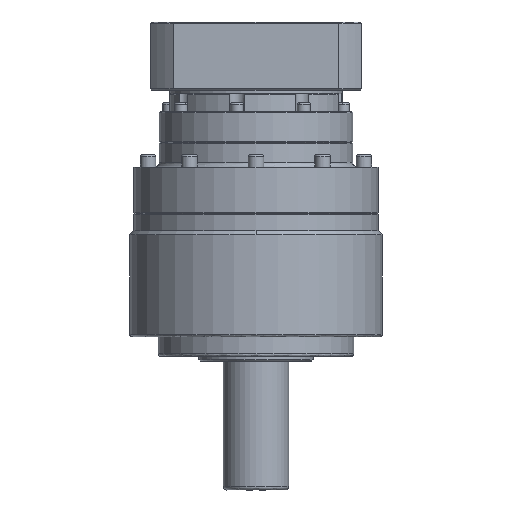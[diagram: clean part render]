
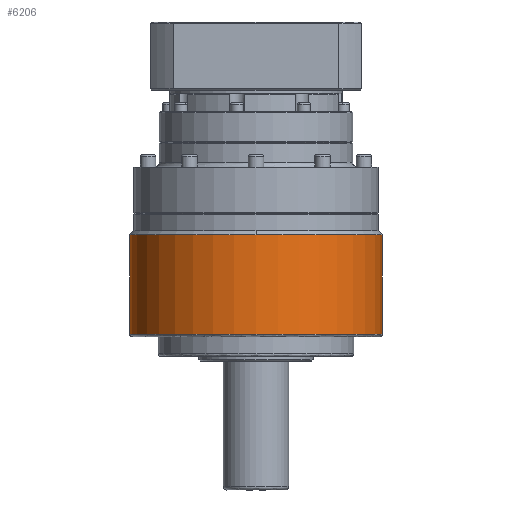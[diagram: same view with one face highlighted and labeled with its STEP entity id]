
A CAD part, front view. The second image highlights one B-rep face of the part: STEP entity #6206.
In plain terms, the highlighted cylindrical face has radius 77.5 mm (diameter 155 mm), a partial arc.
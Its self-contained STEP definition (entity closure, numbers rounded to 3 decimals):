
#489 = CYLINDRICAL_SURFACE ( 'NONE', #27858, 77.5 ) ;
#1304 = VECTOR ( 'NONE', #2690, 1000. ) ;
#2690 = DIRECTION ( 'NONE',  ( 0., 0., 1. ) ) ;
#2776 = CIRCLE ( 'NONE', #28545, 77.5 ) ;
#2890 = DIRECTION ( 'NONE',  ( 0., 0., -1. ) ) ;
#3905 = DIRECTION ( 'NONE',  ( 0., 0., 1. ) ) ;
#5070 = CARTESIAN_POINT ( 'NONE',  ( 77.5, 0., 13.5 ) ) ;
#5076 = CARTESIAN_POINT ( 'NONE',  ( 0., 0., 74.5 ) ) ;
#6206 = ADVANCED_FACE ( 'NONE', ( #14759 ), #489, .T. ) ;
#7347 = LINE ( 'NONE', #27358, #1304 ) ;
#7429 = DIRECTION ( 'NONE',  ( 1., 0., 0. ) ) ;
#7536 = CIRCLE ( 'NONE', #25731, 77.5 ) ;
#7563 = DIRECTION ( 'NONE',  ( 0., 0., 1. ) ) ;
#9057 = ORIENTED_EDGE ( 'NONE', *, *, #15948, .T. ) ;
#9450 = DIRECTION ( 'NONE',  ( 1., 0., 0. ) ) ;
#9981 = CARTESIAN_POINT ( 'NONE',  ( 0., 0., 0. ) ) ;
#10269 = VERTEX_POINT ( 'NONE', #13859 ) ;
#10341 = DIRECTION ( 'NONE',  ( 0., 0., 1. ) ) ;
#12355 = EDGE_LOOP ( 'NONE', ( #20783, #27637, #9057, #28933, #27469 ) ) ;
#12590 = EDGE_CURVE ( 'NONE', #19660, #19007, #23429, .T. ) ;
#13497 = VERTEX_POINT ( 'NONE', #5070 ) ;
#13859 = CARTESIAN_POINT ( 'NONE',  ( 0., -77.5, 74.5 ) ) ;
#14759 = FACE_OUTER_BOUND ( 'NONE', #12355, .T. ) ;
#15127 = EDGE_CURVE ( 'NONE', #10269, #19007, #2776, .T. ) ;
#15948 = EDGE_CURVE ( 'NONE', #13497, #19069, #7347, .T. ) ;
#16278 = CARTESIAN_POINT ( 'NONE',  ( 0., 0., 74.5 ) ) ;
#17191 = CARTESIAN_POINT ( 'NONE',  ( -77.5, 0., 0. ) ) ;
#17195 = AXIS2_PLACEMENT_3D ( 'NONE', #16278, #2890, #18408 ) ;
#17380 = VECTOR ( 'NONE', #3905, 1000. ) ;
#17680 = EDGE_CURVE ( 'NONE', #19069, #10269, #26626, .T. ) ;
#18052 = CARTESIAN_POINT ( 'NONE',  ( -77.5, 0., 13.5 ) ) ;
#18408 = DIRECTION ( 'NONE',  ( 1., 0., 0. ) ) ;
#19007 = VERTEX_POINT ( 'NONE', #24572 ) ;
#19069 = VERTEX_POINT ( 'NONE', #24486 ) ;
#19660 = VERTEX_POINT ( 'NONE', #18052 ) ;
#20735 = DIRECTION ( 'NONE',  ( 0., 0., -1. ) ) ;
#20783 = ORIENTED_EDGE ( 'NONE', *, *, #12590, .F. ) ;
#20869 = CARTESIAN_POINT ( 'NONE',  ( 0., 0., 13.5 ) ) ;
#23097 = DIRECTION ( 'NONE',  ( 1., 0., 0. ) ) ;
#23429 = LINE ( 'NONE', #17191, #17380 ) ;
#24486 = CARTESIAN_POINT ( 'NONE',  ( 77.5, 0., 74.5 ) ) ;
#24572 = CARTESIAN_POINT ( 'NONE',  ( -77.5, 0., 74.5 ) ) ;
#25731 = AXIS2_PLACEMENT_3D ( 'NONE', #20869, #7563, #23097 ) ;
#26626 = CIRCLE ( 'NONE', #17195, 77.5 ) ;
#27358 = CARTESIAN_POINT ( 'NONE',  ( 77.5, 0., 0. ) ) ;
#27469 = ORIENTED_EDGE ( 'NONE', *, *, #15127, .T. ) ;
#27637 = ORIENTED_EDGE ( 'NONE', *, *, #28028, .T. ) ;
#27858 = AXIS2_PLACEMENT_3D ( 'NONE', #9981, #10341, #9450 ) ;
#28028 = EDGE_CURVE ( 'NONE', #19660, #13497, #7536, .T. ) ;
#28545 = AXIS2_PLACEMENT_3D ( 'NONE', #5076, #20735, #7429 ) ;
#28933 = ORIENTED_EDGE ( 'NONE', *, *, #17680, .T. ) ;
